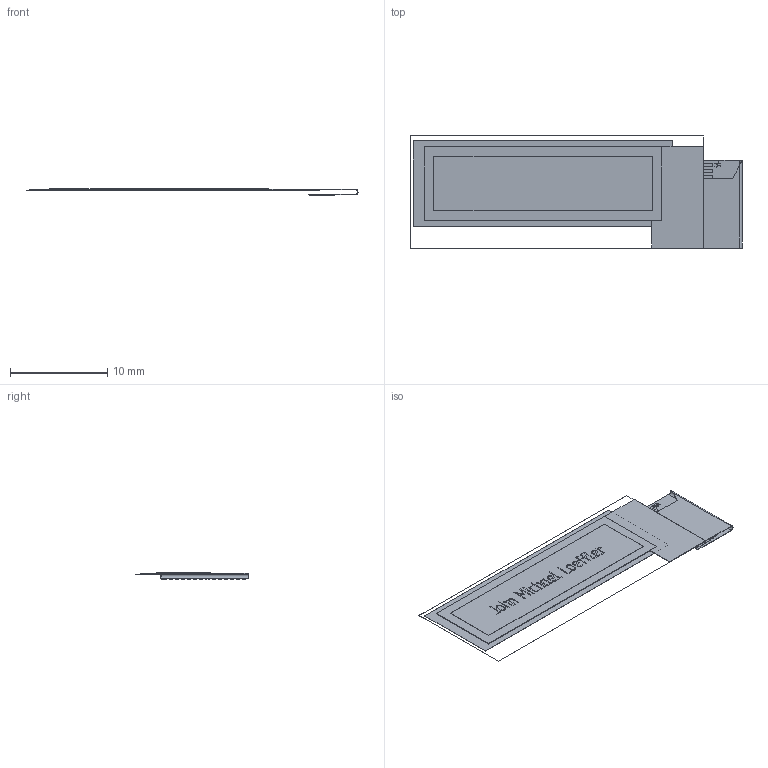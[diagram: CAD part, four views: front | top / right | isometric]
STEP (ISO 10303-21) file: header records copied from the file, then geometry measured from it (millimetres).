
FILE_DESCRIPTION(/* description */ ('Unknown'),/* implementation_level */ '2;1');
FILE_NAME(/* name */ '0.91in OLED - Folded Flush - Without Glass',/* time_stamp */ '2018-11-06T16:59:34-05:00',/* author */ ('Unknown'),/* organization */ ('Unknown'),/* preprocessor_version */ 'ST-DEVELOPER v16.7',/* originating_system */ 'DEX',/* authorisation */ $);
FILE_SCHEMA (('AUTOMOTIVE_DESIGN {1 0 10303 214 3 1 1}'));
Length unit declared in the file: millimetre
Products named in the file (1): 0.91in OLED - Folded Flush - Without Glass
Bounding box: 34.07 x 11.51 x 0.62 mm (x, y, z)
Volume: 29.4 mm3; surface area: 742.5 mm2
Topology: 2 solids, 22 shells, 428 faces, 1042 edges, 694 vertices
Faces by surface type: plane 387, bspline 39, cylinder 2
Entity records: 16666 total; most frequent: CARTESIAN_POINT 4440, ORIENTED_EDGE 2076, DIRECTION 1444, EDGE_CURVE 1038, VERTEX_POINT 694, LINE 652, VECTOR 652, EDGE_LOOP 480
